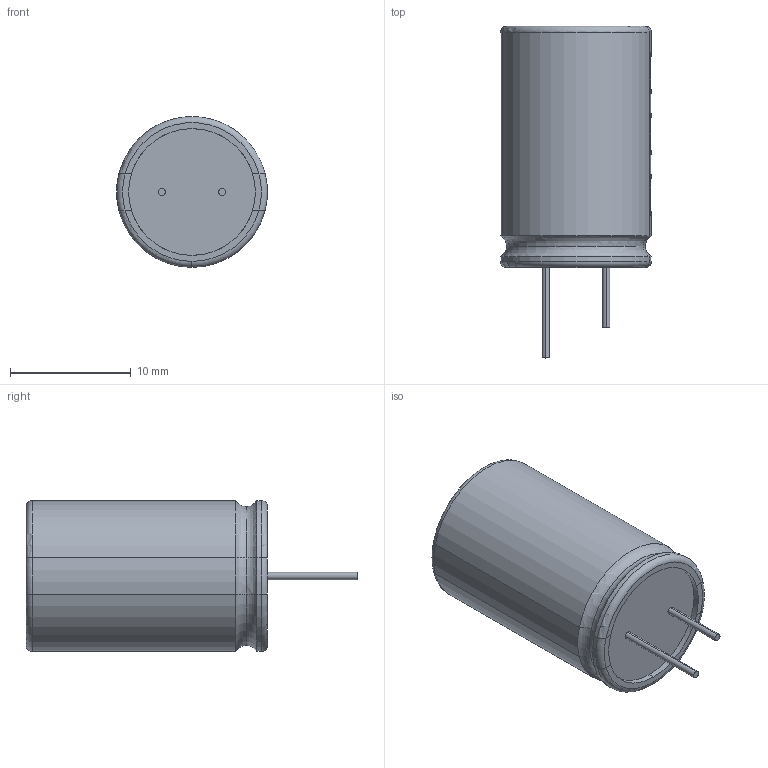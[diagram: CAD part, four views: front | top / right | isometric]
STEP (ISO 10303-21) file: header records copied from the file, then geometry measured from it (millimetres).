
FILE_DESCRIPTION (( 'STEP AP214' ), '1' );
FILE_NAME ('A057C969-D540-42DC-9160-9BC5671CF66F.STEP', '2022-09-22T01:17:13', ( '' ), ( '' ), 'SwSTEP 2.0', 'SolidWorks 2022', '' );
FILE_SCHEMA (( 'AUTOMOTIVE_DESIGN' ));
Length unit declared in the file: millimetre
Products named in the file (1): A057C969-D540-42DC-9160-9BC5671CF66F
Bounding box: 12.49 x 27.5 x 12.5 mm (x, y, z)
Volume: 2344.1 mm3; surface area: 1082.1 mm2
Topology: 1 solids, 1 shells, 56 faces, 129 edges, 83 vertices
Faces by surface type: cylinder 24, torus 20, plane 12
Entity records: 1929 total; most frequent: CARTESIAN_POINT 349, DIRECTION 302, ORIENTED_EDGE 258, AXIS2_PLACEMENT_3D 132, EDGE_CURVE 129, VERTEX_POINT 83, CIRCLE 75, EDGE_LOOP 64
